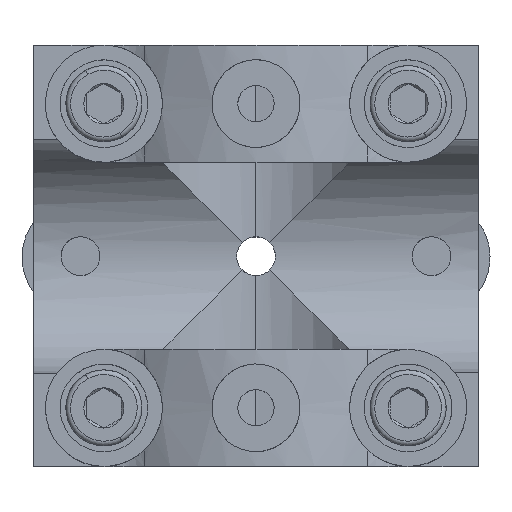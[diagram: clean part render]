
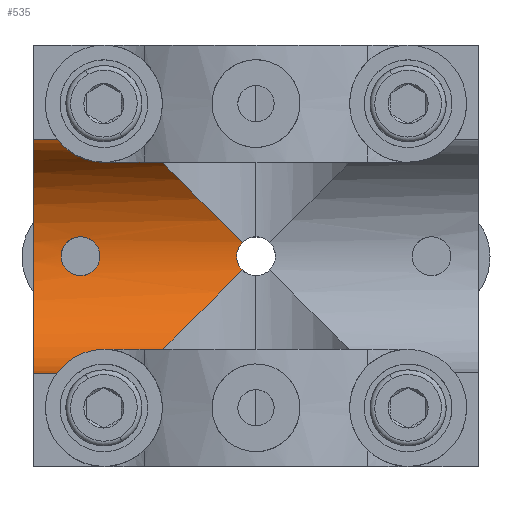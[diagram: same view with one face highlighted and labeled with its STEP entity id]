
A CAD part, top view. The second image highlights one B-rep face of the part: STEP entity #535.
In plain terms, the highlighted cylindrical face has radius 20 mm (diameter 40 mm), a partial arc.
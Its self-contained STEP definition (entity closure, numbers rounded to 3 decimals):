
#431=AXIS2_PLACEMENT_3D('Cylinder Axis2P3D',#428,#429,#430) ;
#458=AXIS2_PLACEMENT_3D('Circle Axis2P3D',#456,#457,$) ;
#149=CARTESIAN_POINT('Control Point',(-2.35,-2.35,50.139)) ;
#150=CARTESIAN_POINT('Control Point',(-2.574,-2.127,50.112)) ;
#151=CARTESIAN_POINT('Control Point',(-2.765,-1.871,50.086)) ;
#152=CARTESIAN_POINT('Control Point',(-2.917,-1.593,50.064)) ;
#153=CARTESIAN_POINT('Vertex',(-2.35,-2.35,50.139)) ;
#155=CARTESIAN_POINT('Vertex',(-2.917,-1.593,50.064)) ;
#242=CARTESIAN_POINT('Vertex',(-2.35,2.35,50.139)) ;
#246=CARTESIAN_POINT('Control Point',(-2.35,2.35,50.139)) ;
#247=CARTESIAN_POINT('Control Point',(-2.953,1.747,50.067)) ;
#248=CARTESIAN_POINT('Control Point',(-3.363,0.951,49.995)) ;
#249=CARTESIAN_POINT('Control Point',(-3.497,0.038,49.967)) ;
#250=CARTESIAN_POINT('Control Point',(-3.326,-0.844,50.004)) ;
#251=CARTESIAN_POINT('Control Point',(-2.917,-1.593,50.064)) ;
#428=CARTESIAN_POINT('Axis2P3D Location',(0.,0.,70.)) ;
#434=CARTESIAN_POINT('Control Point',(-2.35,2.35,50.139)) ;
#435=CARTESIAN_POINT('Control Point',(-4.57,4.57,50.401)) ;
#436=CARTESIAN_POINT('Control Point',(-6.771,6.771,50.976)) ;
#437=CARTESIAN_POINT('Control Point',(-8.918,8.918,51.867)) ;
#438=CARTESIAN_POINT('Control Point',(-11.783,11.783,53.577)) ;
#439=CARTESIAN_POINT('Control Point',(-14.343,14.343,56.01)) ;
#440=CARTESIAN_POINT('Control Point',(-15.025,15.025,56.741)) ;
#441=CARTESIAN_POINT('Control Point',(-16.863,16.863,58.984)) ;
#442=CARTESIAN_POINT('Control Point',(-18.369,18.369,61.705)) ;
#443=CARTESIAN_POINT('Control Point',(-19.159,19.159,63.669)) ;
#444=CARTESIAN_POINT('Control Point',(-19.679,19.679,65.804)) ;
#445=CARTESIAN_POINT('Control Point',(-19.9,19.9,68.)) ;
#446=CARTESIAN_POINT('Vertex',(-19.9,19.9,68.)) ;
#449=CARTESIAN_POINT('Line Origine',(0.,19.9,68.)) ;
#453=CARTESIAN_POINT('Vertex',(-38.,19.9,68.)) ;
#456=CARTESIAN_POINT('Axis2P3D Location',(-38.,0.,70.)) ;
#460=CARTESIAN_POINT('Vertex',(-38.,-20.,70.)) ;
#463=CARTESIAN_POINT('Line Origine',(0.,-20.,70.)) ;
#467=CARTESIAN_POINT('Vertex',(-20.,-20.,70.)) ;
#471=CARTESIAN_POINT('Control Point',(-2.35,-2.35,50.139)) ;
#472=CARTESIAN_POINT('Control Point',(-4.57,-4.57,50.401)) ;
#473=CARTESIAN_POINT('Control Point',(-6.771,-6.771,50.976)) ;
#474=CARTESIAN_POINT('Control Point',(-8.918,-8.918,51.867)) ;
#475=CARTESIAN_POINT('Control Point',(-12.613,-12.613,54.073)) ;
#476=CARTESIAN_POINT('Control Point',(-15.801,-15.801,57.48)) ;
#477=CARTESIAN_POINT('Control Point',(-17.07,-17.07,59.225)) ;
#478=CARTESIAN_POINT('Control Point',(-18.715,-18.715,62.346)) ;
#479=CARTESIAN_POINT('Control Point',(-19.654,-19.654,65.953)) ;
#480=CARTESIAN_POINT('Control Point',(-19.885,-19.885,67.284)) ;
#481=CARTESIAN_POINT('Control Point',(-20.,-20.,68.642)) ;
#482=CARTESIAN_POINT('Control Point',(-20.,-20.,70.)) ;
#494=CARTESIAN_POINT('Control Point',(-32.917,-1.593,50.064)) ;
#495=CARTESIAN_POINT('Control Point',(-32.746,-1.907,50.089)) ;
#496=CARTESIAN_POINT('Control Point',(-32.532,-2.197,50.118)) ;
#497=CARTESIAN_POINT('Control Point',(-32.282,-2.456,50.149)) ;
#498=CARTESIAN_POINT('Control Point',(-31.437,-3.122,50.239)) ;
#499=CARTESIAN_POINT('Control Point',(-30.373,-3.421,50.295)) ;
#500=CARTESIAN_POINT('Control Point',(-29.624,-3.42,50.295)) ;
#501=CARTESIAN_POINT('Control Point',(-28.56,-3.121,50.239)) ;
#502=CARTESIAN_POINT('Control Point',(-27.717,-2.455,50.149)) ;
#503=CARTESIAN_POINT('Control Point',(-27.466,-2.195,50.118)) ;
#504=CARTESIAN_POINT('Control Point',(-26.858,-1.366,50.034)) ;
#505=CARTESIAN_POINT('Control Point',(-26.592,-0.347,49.985)) ;
#506=CARTESIAN_POINT('Control Point',(-26.592,0.349,49.985)) ;
#507=CARTESIAN_POINT('Control Point',(-26.765,1.011,50.017)) ;
#508=CARTESIAN_POINT('Control Point',(-27.083,1.593,50.064)) ;
#509=CARTESIAN_POINT('Vertex',(-32.917,-1.593,50.064)) ;
#511=CARTESIAN_POINT('Vertex',(-27.083,1.593,50.064)) ;
#515=CARTESIAN_POINT('Control Point',(-27.083,1.593,50.064)) ;
#516=CARTESIAN_POINT('Control Point',(-27.254,1.907,50.089)) ;
#517=CARTESIAN_POINT('Control Point',(-27.468,2.197,50.118)) ;
#518=CARTESIAN_POINT('Control Point',(-27.718,2.456,50.149)) ;
#519=CARTESIAN_POINT('Control Point',(-28.563,3.122,50.239)) ;
#520=CARTESIAN_POINT('Control Point',(-29.627,3.421,50.295)) ;
#521=CARTESIAN_POINT('Control Point',(-30.376,3.42,50.295)) ;
#522=CARTESIAN_POINT('Control Point',(-31.44,3.121,50.239)) ;
#523=CARTESIAN_POINT('Control Point',(-32.283,2.455,50.149)) ;
#524=CARTESIAN_POINT('Control Point',(-32.534,2.195,50.118)) ;
#525=CARTESIAN_POINT('Control Point',(-33.142,1.366,50.034)) ;
#526=CARTESIAN_POINT('Control Point',(-33.408,0.347,49.985)) ;
#527=CARTESIAN_POINT('Control Point',(-33.408,-0.349,49.985)) ;
#528=CARTESIAN_POINT('Control Point',(-33.235,-1.011,50.017)) ;
#529=CARTESIAN_POINT('Control Point',(-32.917,-1.593,50.064)) ;
#429=DIRECTION('Axis2P3D Direction',(1.,0.,0.)) ;
#430=DIRECTION('Axis2P3D XDirection',(0.,-1.,0.)) ;
#450=DIRECTION('Vector Direction',(1.,0.,0.)) ;
#457=DIRECTION('Axis2P3D Direction',(1.,0.,0.)) ;
#464=DIRECTION('Vector Direction',(1.,0.,0.)) ;
#451=VECTOR('Line Direction',#450,1.) ;
#465=VECTOR('Line Direction',#464,1.) ;
#485=ORIENTED_EDGE('',*,*,#157,.T.) ;
#486=ORIENTED_EDGE('',*,*,#252,.F.) ;
#487=ORIENTED_EDGE('',*,*,#448,.T.) ;
#488=ORIENTED_EDGE('',*,*,#455,.F.) ;
#489=ORIENTED_EDGE('',*,*,#462,.T.) ;
#490=ORIENTED_EDGE('',*,*,#469,.T.) ;
#491=ORIENTED_EDGE('',*,*,#483,.F.) ;
#532=ORIENTED_EDGE('',*,*,#513,.F.) ;
#533=ORIENTED_EDGE('',*,*,#530,.F.) ;
#534=FACE_BOUND('',#531,.T.) ;
#535=ADVANCED_FACE('TOS_040_SET_457660_01',(#492,#534),#432,.F.) ;
#148=B_SPLINE_CURVE_WITH_KNOTS('',3,(#149,#150,#151,#152),.UNSPECIFIED.,.F.,.U.,(4,4),(0.,1.348),.UNSPECIFIED.) ;
#245=B_SPLINE_CURVE_WITH_KNOTS('',5,(#246,#247,#248,#249,#250,#251),.UNSPECIFIED.,.F.,.U.,(6,6),(0.,6.161),.UNSPECIFIED.) ;
#433=B_SPLINE_CURVE_WITH_KNOTS('',5,(#434,#435,#436,#437,#438,#439,#440,#441,#442,#443,#444,#445),.UNSPECIFIED.,.F.,.U.,(6,3,3,6),(0.,22.337,30.885,46.612),.UNSPECIFIED.) ;
#470=B_SPLINE_CURVE_WITH_KNOTS('',5,(#471,#472,#473,#474,#475,#476,#477,#478,#479,#480,#481,#482),.UNSPECIFIED.,.F.,.U.,(6,3,3,6),(0.,22.339,39.833,49.463),.UNSPECIFIED.) ;
#493=B_SPLINE_CURVE_WITH_KNOTS('',5,(#494,#495,#496,#497,#498,#499,#500,#501,#502,#503,#504,#505,#506,#507,#508),.UNSPECIFIED.,.F.,.U.,(6,3,3,3,6),(0.,2.552,7.625,10.177,14.919),.UNSPECIFIED.) ;
#514=B_SPLINE_CURVE_WITH_KNOTS('',5,(#515,#516,#517,#518,#519,#520,#521,#522,#523,#524,#525,#526,#527,#528,#529),.UNSPECIFIED.,.F.,.U.,(6,3,3,3,6),(0.,2.552,7.625,10.177,14.919),.UNSPECIFIED.) ;
#459=CIRCLE('generated circle',#458,20.) ;
#432=CYLINDRICAL_SURFACE('generated cylinder',#431,20.) ;
#157=EDGE_CURVE('',#154,#156,#148,.T.) ;
#252=EDGE_CURVE('',#243,#156,#245,.T.) ;
#448=EDGE_CURVE('',#243,#447,#433,.T.) ;
#455=EDGE_CURVE('',#454,#447,#452,.T.) ;
#462=EDGE_CURVE('',#454,#461,#459,.F.) ;
#469=EDGE_CURVE('',#461,#468,#466,.T.) ;
#483=EDGE_CURVE('',#154,#468,#470,.T.) ;
#513=EDGE_CURVE('',#510,#512,#493,.T.) ;
#530=EDGE_CURVE('',#512,#510,#514,.T.) ;
#484=EDGE_LOOP('',(#485,#486,#487,#488,#489,#490,#491)) ;
#531=EDGE_LOOP('',(#532,#533)) ;
#492=FACE_OUTER_BOUND('',#484,.T.) ;
#452=LINE('Line',#449,#451) ;
#466=LINE('Line',#463,#465) ;
#154=VERTEX_POINT('',#153) ;
#156=VERTEX_POINT('',#155) ;
#243=VERTEX_POINT('',#242) ;
#447=VERTEX_POINT('',#446) ;
#454=VERTEX_POINT('',#453) ;
#461=VERTEX_POINT('',#460) ;
#468=VERTEX_POINT('',#467) ;
#510=VERTEX_POINT('',#509) ;
#512=VERTEX_POINT('',#511) ;
